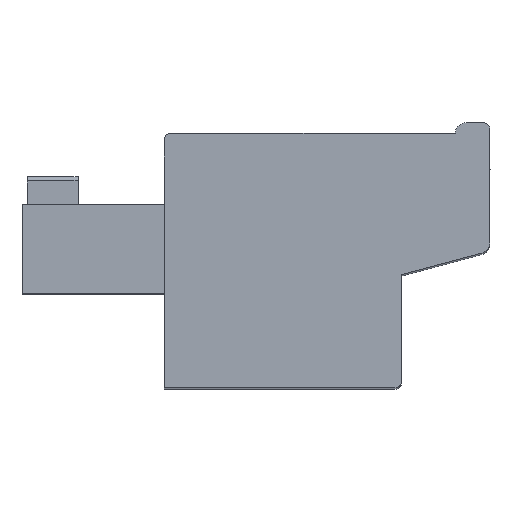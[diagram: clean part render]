
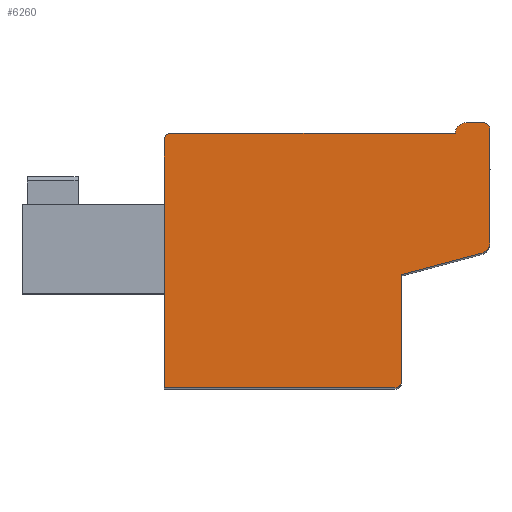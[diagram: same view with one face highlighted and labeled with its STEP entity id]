
A CAD part, top view. The second image highlights one B-rep face of the part: STEP entity #6260.
In plain terms, the highlighted planar face has unit normal (0, 0, 1).
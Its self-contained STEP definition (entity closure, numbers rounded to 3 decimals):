
#117 = EDGE_CURVE ( 'NONE', #8914, #16121, #15283, .T. ) ;
#400 = DIRECTION ( 'NONE',  ( 1., 0., 0. ) ) ;
#830 = EDGE_CURVE ( 'NONE', #13310, #5969, #14105, .T. ) ;
#1132 = ORIENTED_EDGE ( 'NONE', *, *, #830, .T. ) ;
#1143 = AXIS2_PLACEMENT_3D ( 'NONE', #19092, #19069, #19050 ) ;
#1258 = CARTESIAN_POINT ( 'NONE',  ( 14.8, 12.3, 38.89 ) ) ;
#1493 = DIRECTION ( 'NONE',  ( 0., -1., 0. ) ) ;
#1599 = ORIENTED_EDGE ( 'NONE', *, *, #2026, .F. ) ;
#1805 = EDGE_CURVE ( 'NONE', #6253, #7507, #6012, .T. ) ;
#2026 = EDGE_CURVE ( 'NONE', #19468, #5925, #8345, .T. ) ;
#2348 = CARTESIAN_POINT ( 'NONE',  ( 15.1, 12., 38.89 ) ) ;
#2435 = CIRCLE ( 'NONE', #13196, 0.5 ) ;
#2877 = DIRECTION ( 'NONE',  ( -1., 0., 0. ) ) ;
#2899 = DIRECTION ( 'NONE',  ( 0., 0., -1. ) ) ;
#2920 = CARTESIAN_POINT ( 'NONE',  ( 0., 12.3, 38.89 ) ) ;
#2978 = CARTESIAN_POINT ( 'NONE',  ( 11., 5.25, 38.89 ) ) ;
#3242 = VERTEX_POINT ( 'NONE', #14122 ) ;
#3481 = ORIENTED_EDGE ( 'NONE', *, *, #9046, .T. ) ;
#3703 = CARTESIAN_POINT ( 'NONE',  ( 0., 12.3, 38.89 ) ) ;
#3732 = DIRECTION ( 'NONE',  ( 1., 0., 0. ) ) ;
#3903 = AXIS2_PLACEMENT_3D ( 'NONE', #2920, #2899, #2877 ) ;
#4559 = EDGE_CURVE ( 'NONE', #6900, #3242, #16450, .T. ) ;
#4795 = EDGE_CURVE ( 'NONE', #6900, #6253, #16146, .T. ) ;
#5062 = EDGE_CURVE ( 'NONE', #5925, #8914, #2435, .T. ) ;
#5562 = ORIENTED_EDGE ( 'NONE', *, *, #6529, .T. ) ;
#5925 = VERTEX_POINT ( 'NONE', #11577 ) ;
#5969 = VERTEX_POINT ( 'NONE', #9931 ) ;
#6006 = EDGE_CURVE ( 'NONE', #9498, #3242, #8666, .T. ) ;
#6012 = LINE ( 'NONE', #10125, #6209 ) ;
#6209 = VECTOR ( 'NONE', #10808, 1000. ) ;
#6253 = VERTEX_POINT ( 'NONE', #2978 ) ;
#6260 = ADVANCED_FACE ( 'NONE', ( #15963 ), #6998, .F. ) ;
#6529 = EDGE_CURVE ( 'NONE', #13078, #13310, #16609, .T. ) ;
#6567 = EDGE_CURVE ( 'NONE', #19468, #13078, #15917, .T. ) ;
#6735 = VECTOR ( 'NONE', #9061, 1000. ) ;
#6758 = EDGE_CURVE ( 'NONE', #5969, #7507, #18092, .T. ) ;
#6782 = ORIENTED_EDGE ( 'NONE', *, *, #117, .F. ) ;
#6900 = VERTEX_POINT ( 'NONE', #13691 ) ;
#6998 = PLANE ( 'NONE',  #3903 ) ;
#7189 = DIRECTION ( 'NONE',  ( 0., 0., 1. ) ) ;
#7507 = VERTEX_POINT ( 'NONE', #18288 ) ;
#7666 = DIRECTION ( 'NONE',  ( -1., 0., 0. ) ) ;
#8345 = LINE ( 'NONE', #12733, #8479 ) ;
#8479 = VECTOR ( 'NONE', #400, 1000. ) ;
#8592 = ORIENTED_EDGE ( 'NONE', *, *, #1805, .F. ) ;
#8666 = LINE ( 'NONE', #9104, #6735 ) ;
#8914 = VERTEX_POINT ( 'NONE', #16985 ) ;
#9046 = EDGE_CURVE ( 'NONE', #9498, #16121, #13880, .T. ) ;
#9061 = DIRECTION ( 'NONE',  ( 0., -1., 0. ) ) ;
#9104 = CARTESIAN_POINT ( 'NONE',  ( 15.1, 12.3, 38.89 ) ) ;
#9414 = ORIENTED_EDGE ( 'NONE', *, *, #6758, .T. ) ;
#9498 = VERTEX_POINT ( 'NONE', #2348 ) ;
#9931 = CARTESIAN_POINT ( 'NONE',  ( 10.7, 0., 38.89 ) ) ;
#10125 = CARTESIAN_POINT ( 'NONE',  ( 11., 5.25, 38.89 ) ) ;
#10568 = ORIENTED_EDGE ( 'NONE', *, *, #4795, .F. ) ;
#10694 = ORIENTED_EDGE ( 'NONE', *, *, #5062, .F. ) ;
#10808 = DIRECTION ( 'NONE',  ( 0., -1., 0. ) ) ;
#10943 = AXIS2_PLACEMENT_3D ( 'NONE', #15240, #15215, #15196 ) ;
#11335 = CARTESIAN_POINT ( 'NONE',  ( 0.3, 11.8, 38.89 ) ) ;
#11577 = CARTESIAN_POINT ( 'NONE',  ( 13.5, 11.8, 38.89 ) ) ;
#11882 = DIRECTION ( 'NONE',  ( -1., 0., 0. ) ) ;
#11901 = DIRECTION ( 'NONE',  ( 0., 0., -1. ) ) ;
#11919 = CARTESIAN_POINT ( 'NONE',  ( 14., 11.8, 38.89 ) ) ;
#12142 = AXIS2_PLACEMENT_3D ( 'NONE', #15195, #15151, #15146 ) ;
#12733 = CARTESIAN_POINT ( 'NONE',  ( 0., 11.8, 38.89 ) ) ;
#12858 = AXIS2_PLACEMENT_3D ( 'NONE', #12891, #7189, #7666 ) ;
#12891 = CARTESIAN_POINT ( 'NONE',  ( 14.6, 6.732, 38.89 ) ) ;
#13078 = VERTEX_POINT ( 'NONE', #15554 ) ;
#13196 = AXIS2_PLACEMENT_3D ( 'NONE', #11919, #11901, #11882 ) ;
#13310 = VERTEX_POINT ( 'NONE', #14776 ) ;
#13691 = CARTESIAN_POINT ( 'NONE',  ( 14.729, 6.249, 38.89 ) ) ;
#13880 = CIRCLE ( 'NONE', #10943, 0.3 ) ;
#13899 = ORIENTED_EDGE ( 'NONE', *, *, #4559, .T. ) ;
#13999 = VECTOR ( 'NONE', #20016, 1000. ) ;
#14105 = LINE ( 'NONE', #20128, #13999 ) ;
#14122 = CARTESIAN_POINT ( 'NONE',  ( 15.1, 6.732, 38.89 ) ) ;
#14776 = CARTESIAN_POINT ( 'NONE',  ( 0., 0., 38.89 ) ) ;
#14834 = ORIENTED_EDGE ( 'NONE', *, *, #6567, .T. ) ;
#15146 = DIRECTION ( 'NONE',  ( -1., 0., 0. ) ) ;
#15151 = DIRECTION ( 'NONE',  ( 0., 0., 1. ) ) ;
#15195 = CARTESIAN_POINT ( 'NONE',  ( 10.7, 0.3, 38.89 ) ) ;
#15196 = DIRECTION ( 'NONE',  ( -1., 0., 0. ) ) ;
#15215 = DIRECTION ( 'NONE',  ( 0., 0., 1. ) ) ;
#15240 = CARTESIAN_POINT ( 'NONE',  ( 14.8, 12., 38.89 ) ) ;
#15283 = LINE ( 'NONE', #3703, #15329 ) ;
#15329 = VECTOR ( 'NONE', #3732, 1000. ) ;
#15554 = CARTESIAN_POINT ( 'NONE',  ( 0., 11.5, 38.89 ) ) ;
#15917 = CIRCLE ( 'NONE', #1143, 0.3 ) ;
#15963 = FACE_OUTER_BOUND ( 'NONE', #20152, .T. ) ;
#16121 = VERTEX_POINT ( 'NONE', #1258 ) ;
#16146 = LINE ( 'NONE', #18959, #16446 ) ;
#16446 = VECTOR ( 'NONE', #18044, 1000. ) ;
#16450 = CIRCLE ( 'NONE', #12858, 0.5 ) ;
#16609 = LINE ( 'NONE', #20388, #18261 ) ;
#16985 = CARTESIAN_POINT ( 'NONE',  ( 14., 12.3, 38.89 ) ) ;
#17375 = ORIENTED_EDGE ( 'NONE', *, *, #6006, .F. ) ;
#18044 = DIRECTION ( 'NONE',  ( -0.966, -0.259, 0. ) ) ;
#18092 = CIRCLE ( 'NONE', #12142, 0.3 ) ;
#18261 = VECTOR ( 'NONE', #1493, 1000. ) ;
#18288 = CARTESIAN_POINT ( 'NONE',  ( 11., 0.3, 38.89 ) ) ;
#18959 = CARTESIAN_POINT ( 'NONE',  ( 11., 5.25, 38.89 ) ) ;
#19050 = DIRECTION ( 'NONE',  ( -1., 0., 0. ) ) ;
#19069 = DIRECTION ( 'NONE',  ( 0., 0., 1. ) ) ;
#19092 = CARTESIAN_POINT ( 'NONE',  ( 0.3, 11.5, 38.89 ) ) ;
#19468 = VERTEX_POINT ( 'NONE', #11335 ) ;
#20016 = DIRECTION ( 'NONE',  ( 1., 0., 0. ) ) ;
#20128 = CARTESIAN_POINT ( 'NONE',  ( 0., 0., 38.89 ) ) ;
#20152 = EDGE_LOOP ( 'NONE', ( #10568, #13899, #17375, #3481, #6782, #10694, #1599, #14834, #5562, #1132, #9414, #8592 ) ) ;
#20388 = CARTESIAN_POINT ( 'NONE',  ( 0., 12.3, 38.89 ) ) ;
